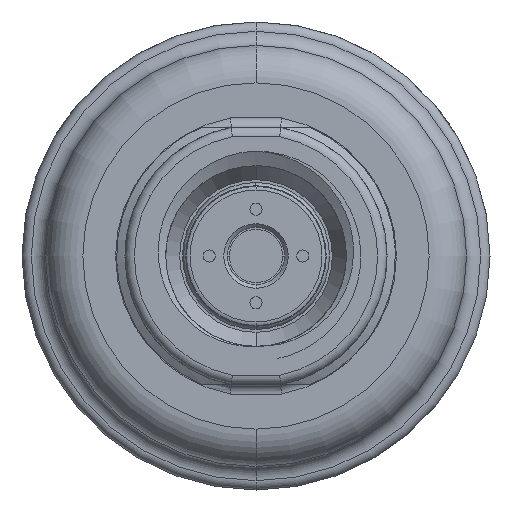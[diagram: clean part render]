
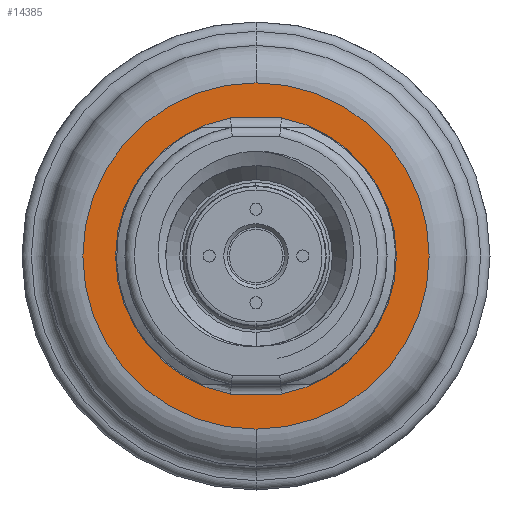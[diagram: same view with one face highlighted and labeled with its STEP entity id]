
A CAD part, front view. The second image highlights one B-rep face of the part: STEP entity #14385.
In plain terms, the highlighted planar face has unit normal (0, -1, 0).
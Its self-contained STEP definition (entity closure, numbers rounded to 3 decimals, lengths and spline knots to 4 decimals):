
#2127=CARTESIAN_POINT('',(0.,-0.1181,0.));
#2128=DIRECTION('',(0.,-1.,0.));
#2129=DIRECTION('',(0.,0.,-1.));
#2130=AXIS2_PLACEMENT_3D('',#2127,#2128,#2129);
#2132=CARTESIAN_POINT('',(0.,-0.1181,0.));
#2133=DIRECTION('',(0.,-1.,0.));
#2134=DIRECTION('',(0.,0.,1.));
#2135=AXIS2_PLACEMENT_3D('',#2132,#2133,#2134);
#2137=CARTESIAN_POINT('',(0.,-0.1181,0.));
#2138=DIRECTION('',(0.,-1.,0.));
#2139=DIRECTION('',(-0.182,0.,0.983));
#2140=AXIS2_PLACEMENT_3D('',#2137,#2138,#2139);
#2142=DIRECTION('',(1.,0.,0.));
#2143=VECTOR('',#2142,0.2147);
#2144=CARTESIAN_POINT('',(-0.1074,-0.1181,
-0.5807));
#2145=LINE('',#2144,#2143);
#2146=CARTESIAN_POINT('',(0.,-0.1181,0.));
#2147=DIRECTION('',(0.,-1.,0.));
#2148=DIRECTION('',(0.182,0.,-0.983));
#2149=AXIS2_PLACEMENT_3D('',#2146,#2147,#2148);
#2151=DIRECTION('',(-1.,0.,0.));
#2152=VECTOR('',#2151,0.2147);
#2153=CARTESIAN_POINT('',(0.1074,-0.1181,
0.5807));
#2154=LINE('',#2153,#2152);
#11410=CARTESIAN_POINT('',(-0.1074,-0.1181,
0.5807));
#11411=CARTESIAN_POINT('',(-0.1074,-0.1181,
-0.5807));
#11412=VERTEX_POINT('',#11410);
#11413=VERTEX_POINT('',#11411);
#11418=CARTESIAN_POINT('',(0.1074,-0.1181,
-0.5807));
#11419=CARTESIAN_POINT('',(0.1074,-0.1181,
0.5807));
#11420=VERTEX_POINT('',#11418);
#11421=VERTEX_POINT('',#11419);
#11759=CARTESIAN_POINT('',(0.,-0.1181,-0.7283));
#11760=CARTESIAN_POINT('',(0.,-0.1181,0.7283));
#11761=VERTEX_POINT('',#11759);
#11762=VERTEX_POINT('',#11760);
#14365=CARTESIAN_POINT('',(0.,-0.1181,0.));
#14366=DIRECTION('',(0.,-1.,0.));
#14367=DIRECTION('',(0.,0.,1.));
#14368=AXIS2_PLACEMENT_3D('',#14365,#14366,#14367);
#14369=PLANE('',#14368);
#14371=ORIENTED_EDGE('',*,*,#14370,.F.);
#14373=ORIENTED_EDGE('',*,*,#14372,.F.);
#14374=EDGE_LOOP('',(#14371,#14373));
#14375=FACE_OUTER_BOUND('',#14374,.F.);
#14376=ORIENTED_EDGE('',*,*,#14355,.T.);
#14378=ORIENTED_EDGE('',*,*,#14377,.T.);
#14380=ORIENTED_EDGE('',*,*,#14379,.T.);
#14382=ORIENTED_EDGE('',*,*,#14381,.T.);
#14383=EDGE_LOOP('',(#14376,#14378,#14380,#14382));
#14384=FACE_BOUND('',#14383,.F.);
#14385=ADVANCED_FACE('',(#14375,#14384),#14369,.T.);
#2131=CIRCLE('',#2130,0.7283);
#2136=CIRCLE('',#2135,0.7283);
#2141=CIRCLE('',#2140,0.5906);
#2150=CIRCLE('',#2149,0.5906);
#14355=EDGE_CURVE('',#11412,#11413,#2141,.T.);
#14370=EDGE_CURVE('',#11761,#11762,#2131,.T.);
#14372=EDGE_CURVE('',#11762,#11761,#2136,.T.);
#14377=EDGE_CURVE('',#11413,#11420,#2145,.T.);
#14379=EDGE_CURVE('',#11420,#11421,#2150,.T.);
#14381=EDGE_CURVE('',#11421,#11412,#2154,.T.);
